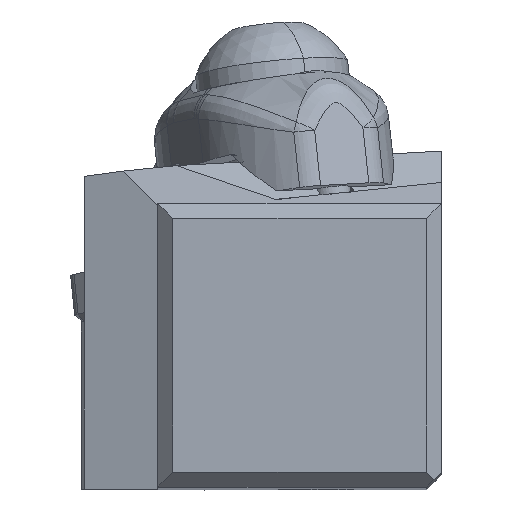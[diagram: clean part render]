
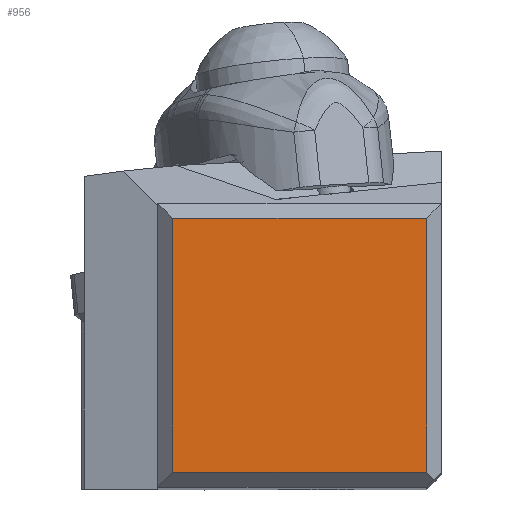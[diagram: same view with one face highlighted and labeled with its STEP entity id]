
A CAD part, top view. The second image highlights one B-rep face of the part: STEP entity #956.
In plain terms, the highlighted planar face has unit normal (0, 0, 1).
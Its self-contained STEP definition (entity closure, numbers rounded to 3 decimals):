
#713=FACE_OUTER_BOUND('',#1323,.T.);
#956=ADVANCED_FACE('',(#713),#1199,.T.);
#1199=PLANE('',#4683);
#1323=EDGE_LOOP('',(#1751,#1752,#1753,#1754));
#1751=ORIENTED_EDGE('',*,*,#3439,.T.);
#1752=ORIENTED_EDGE('',*,*,#3441,.F.);
#1753=ORIENTED_EDGE('',*,*,#3443,.T.);
#1754=ORIENTED_EDGE('',*,*,#3436,.T.);
#2967=VERTEX_POINT('',#6480);
#2968=VERTEX_POINT('',#6481);
#2969=VERTEX_POINT('',#6486);
#2970=VERTEX_POINT('',#6490);
#3436=EDGE_CURVE('',#2967,#2968,#4084,.T.);
#3439=EDGE_CURVE('',#2968,#2969,#4087,.T.);
#3441=EDGE_CURVE('',#2970,#2969,#4089,.T.);
#3443=EDGE_CURVE('',#2970,#2967,#4091,.T.);
#4084=LINE('',#6479,#4317);
#4087=LINE('',#6485,#4320);
#4089=LINE('',#6489,#4322);
#4091=LINE('',#6493,#4324);
#4317=VECTOR('',#5302,1.);
#4320=VECTOR('',#5307,1.);
#4322=VECTOR('',#5311,1.);
#4324=VECTOR('',#5315,1.);
#4683=AXIS2_PLACEMENT_3D('',#6495,#5318,#5319);
#5302=DIRECTION('',(1.,0.,0.));
#5307=DIRECTION('',(0.,1.,0.));
#5311=DIRECTION('',(1.,0.,0.));
#5315=DIRECTION('',(0.,-1.,0.));
#5318=DIRECTION('',(0.,0.,1.));
#5319=DIRECTION('',(1.,0.,0.));
#6479=CARTESIAN_POINT('',(-18.05,1.,0.));
#6480=CARTESIAN_POINT('',(-18.05,1.,0.));
#6481=CARTESIAN_POINT('',(-1.,1.,0.));
#6485=CARTESIAN_POINT('',(-1.,1.,0.));
#6486=CARTESIAN_POINT('',(-1.,18.05,0.));
#6489=CARTESIAN_POINT('',(-18.05,18.05,0.));
#6490=CARTESIAN_POINT('',(-18.05,18.05,0.));
#6493=CARTESIAN_POINT('',(-18.05,18.05,0.));
#6495=CARTESIAN_POINT('',(-9.525,9.525,0.));
